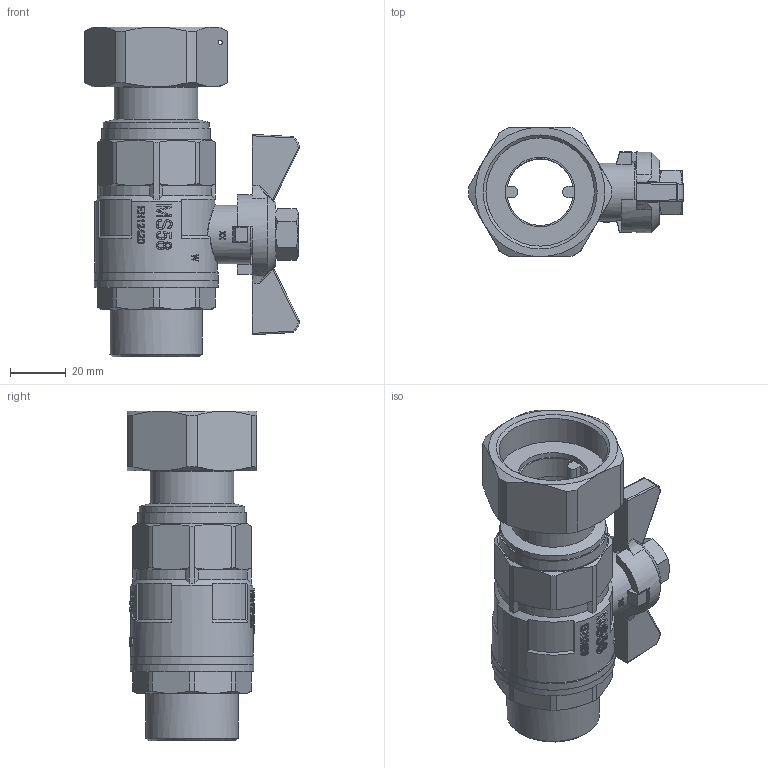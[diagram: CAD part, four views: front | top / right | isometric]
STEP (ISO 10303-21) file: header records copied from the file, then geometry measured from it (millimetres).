
FILE_DESCRIPTION(/* description */ ('Unknown'),/* implementation_level */ '2;1');
FILE_NAME(/* name */ '709-67k',/* time_stamp */ '2022-07-25T09:15:12+02:00',/* author */ ('Unknown'),/* organization */ ('Unknown'),/* preprocessor_version */ 'ST-DEVELOPER v16.7',/* originating_system */ 'Solid Edge',/* authorisation */ 'Unknown');
FILE_SCHEMA (('AUTOMOTIVE_DESIGN {1 0 10303 214 3 1 1}'));
Products named in the file (18): 709-67k; Flügelgriff 1; 616-1_Körper zus.; 600-1-Spindel-co; 600-1-Stopfbuchse; 600-1-spindel; 600-1-0-ring; 600-1-Spindeldichtung; 616-1_Einschraubteil; 600-1_Körper; M10_MU.1_0; 725-67; Stütze; 郻M_1 1_4; Sperr-Ring; StoppRing; O-Ring; 97000077-1 1_4
Assembly tree (17 placements, depth 4):
  709-67k
    Flügelgriff 1
    616-1_Körper zus.
      600-1-Spindel-co
        600-1-Stopfbuchse
        600-1-spindel
        600-1-0-ring
        600-1-Spindeldichtung
      616-1_Einschraubteil
      600-1_Körper
    M10_MU.1_0
    725-67
      Stütze
      郻M_1 1_4
      Sperr-Ring
      StoppRing
      O-Ring
      97000077-1 1_4
Bounding box: 77.24 x 46.5 x 118.6 mm (x, y, z)
Volume: 92517.4 mm3; surface area: 56690.1 mm2
Topology: 14 solids, 14 shells, 1297 faces, 3604 edges, 2389 vertices
Faces by surface type: plane 1046, cylinder 145, cone 66, bspline 26, sphere 10, torus 4
Full cylindrical faces by diameter (mm): 1.5 x1, 8.9 x1, 12 x2, 12.1 x2, 12.5 x1, 14 x1, 14.5 x1, 16 x1, 16.3 x1, 16.376 x2, 18 x1, 21 x1, 22.5 x1, 24 x3, 25 x1, 27 x1, 30 x2, 30.291 x2, 31 x2, 33.2 x1, 33.249 x3, 36 x1, 36.5 x1, 38 x2, 38.376 x1, 38.9 x3, 38.952 x1, 39 x1, 40 x1, 40.5 x1
Entity records: 56519 total; most frequent: CARTESIAN_POINT 14329, DIRECTION 7829, ORIENTED_EDGE 6982, EDGE_CURVE 3491, AXIS2_PLACEMENT_3D 3263, VERTEX_POINT 2359, ELLIPSE 1522, FACE_BOUND 1456
